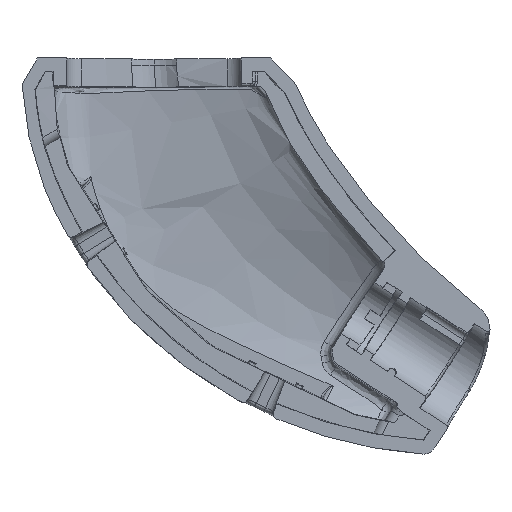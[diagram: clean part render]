
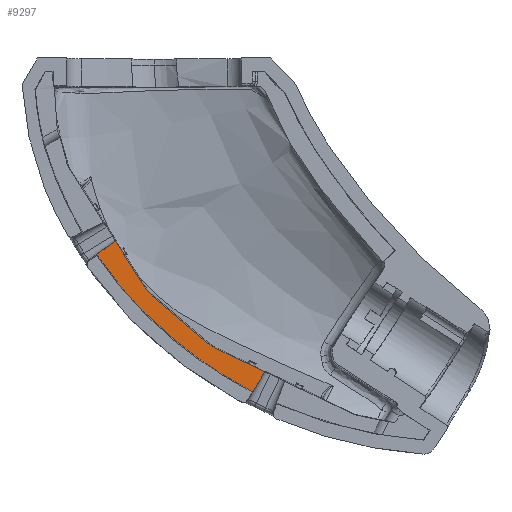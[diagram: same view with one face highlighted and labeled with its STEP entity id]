
A CAD part, left-side view. The second image highlights one B-rep face of the part: STEP entity #9297.
In plain terms, the highlighted planar face has unit normal (-1, 0, 0).
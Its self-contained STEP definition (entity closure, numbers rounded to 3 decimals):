
#22 = AXIS2_PLACEMENT_3D ( 'NONE', #14059, #6433, #12764 ) ;
#306 = DIRECTION ( 'NONE',  ( 0., -0.902, -0.431 ) ) ;
#1361 = VERTEX_POINT ( 'NONE', #4150 ) ;
#1898 = CARTESIAN_POINT ( 'NONE',  ( 0.75, 5.069, -5.929 ) ) ;
#2010 = CARTESIAN_POINT ( 'NONE',  ( 0.75, -2.693, -12.477 ) ) ;
#2548 = DIRECTION ( 'NONE',  ( 0., 0., -1. ) ) ;
#2650 = CARTESIAN_POINT ( 'NONE',  ( 0.75, -11.923, 1.31 ) ) ;
#3494 = CIRCLE ( 'NONE', #12060, 17.374 ) ;
#3615 = EDGE_CURVE ( 'NONE', #9554, #13295, #14098, .T. ) ;
#4150 = CARTESIAN_POINT ( 'NONE',  ( 0.75, -2.261, -12.196 ) ) ;
#4329 = LINE ( 'NONE', #10941, #17436 ) ;
#4366 = ORIENTED_EDGE ( 'NONE', *, *, #7453, .T. ) ;
#4378 = ORIENTED_EDGE ( 'NONE', *, *, #11140, .F. ) ;
#4490 = DIRECTION ( 'NONE',  ( 1., 0., 0. ) ) ;
#4687 = DIRECTION ( 'NONE',  ( 0., 0.508, -0.861 ) ) ;
#4704 = CARTESIAN_POINT ( 'NONE',  ( 0.75, -12.884, 2.467 ) ) ;
#4865 = ORIENTED_EDGE ( 'NONE', *, *, #12236, .F. ) ;
#5183 = FACE_OUTER_BOUND ( 'NONE', #10213, .T. ) ;
#5296 = VERTEX_POINT ( 'NONE', #10416 ) ;
#5834 = DIRECTION ( 'NONE',  ( 0., 0., -1. ) ) ;
#5872 = VERTEX_POINT ( 'NONE', #14577 ) ;
#6433 = DIRECTION ( 'NONE',  ( 1., 0., 0. ) ) ;
#6828 = CARTESIAN_POINT ( 'NONE',  ( 0.75, -4.242, -14.317 ) ) ;
#7267 = AXIS2_PLACEMENT_3D ( 'NONE', #16253, #19619, #8395 ) ;
#7453 = EDGE_CURVE ( 'NONE', #1361, #5296, #12083, .T. ) ;
#7688 = ORIENTED_EDGE ( 'NONE', *, *, #12334, .T. ) ;
#8106 = EDGE_CURVE ( 'NONE', #5872, #9554, #3494, .T. ) ;
#8341 = ORIENTED_EDGE ( 'NONE', *, *, #15504, .F. ) ;
#8395 = DIRECTION ( 'NONE',  ( 0., 0., -1. ) ) ;
#8486 = CARTESIAN_POINT ( 'NONE',  ( 0.75, -4.748, -13.459 ) ) ;
#8547 = VERTEX_POINT ( 'NONE', #16424 ) ;
#8551 = VERTEX_POINT ( 'NONE', #2010 ) ;
#9297 = ADVANCED_FACE ( 'NONE', ( #5183 ), #12387, .F. ) ;
#9554 = VERTEX_POINT ( 'NONE', #12458 ) ;
#9558 = ORIENTED_EDGE ( 'NONE', *, *, #13706, .T. ) ;
#9839 = ORIENTED_EDGE ( 'NONE', *, *, #3615, .F. ) ;
#9967 = VECTOR ( 'NONE', #11609, 1000. ) ;
#9986 = CIRCLE ( 'NONE', #22, 1.974 ) ;
#10213 = EDGE_LOOP ( 'NONE', ( #19956, #4378, #4865, #13136, #8341, #4366, #9558, #7688, #9839 ) ) ;
#10235 = VERTEX_POINT ( 'NONE', #8486 ) ;
#10416 = CARTESIAN_POINT ( 'NONE',  ( 0.75, 0.06, -10.212 ) ) ;
#10615 = LINE ( 'NONE', #16522, #14299 ) ;
#10876 = CARTESIAN_POINT ( 'NONE',  ( 0.75, -4.735, -13.482 ) ) ;
#10941 = CARTESIAN_POINT ( 'NONE',  ( 0.75, 4.73, -2.992 ) ) ;
#11140 = EDGE_CURVE ( 'NONE', #12047, #5872, #13099, .T. ) ;
#11353 = CARTESIAN_POINT ( 'NONE',  ( 0.75, 1.689, -7.86 ) ) ;
#11609 = DIRECTION ( 'NONE',  ( 0., 0.76, 0.65 ) ) ;
#11983 = CARTESIAN_POINT ( 'NONE',  ( 0.75, -3.544, -10.696 ) ) ;
#12047 = VERTEX_POINT ( 'NONE', #6828 ) ;
#12060 = AXIS2_PLACEMENT_3D ( 'NONE', #2650, #15294, #5834 ) ;
#12083 = LINE ( 'NONE', #1898, #9967 ) ;
#12236 = EDGE_CURVE ( 'NONE', #10235, #12047, #16151, .T. ) ;
#12334 = EDGE_CURVE ( 'NONE', #8547, #13295, #4329, .T. ) ;
#12387 = PLANE ( 'NONE',  #19762 ) ;
#12458 = CARTESIAN_POINT ( 'NONE',  ( 0.75, 2.461, -8.434 ) ) ;
#12535 = DIRECTION ( 'NONE',  ( 0., 0., -1. ) ) ;
#12644 = AXIS2_PLACEMENT_3D ( 'NONE', #11983, #13493, #2548 ) ;
#12764 = DIRECTION ( 'NONE',  ( 0., 0., -1. ) ) ;
#13099 = CIRCLE ( 'NONE', #7267, 18.878 ) ;
#13136 = ORIENTED_EDGE ( 'NONE', *, *, #17335, .F. ) ;
#13295 = VERTEX_POINT ( 'NONE', #20176 ) ;
#13493 = DIRECTION ( 'NONE',  ( -1., 0., 0. ) ) ;
#13706 = EDGE_CURVE ( 'NONE', #5296, #8547, #9986, .T. ) ;
#14059 = CARTESIAN_POINT ( 'NONE',  ( 0.75, -1.223, -8.711 ) ) ;
#14098 = LINE ( 'NONE', #11353, #18589 ) ;
#14299 = VECTOR ( 'NONE', #306, 1000. ) ;
#14577 = CARTESIAN_POINT ( 'NONE',  ( 0.75, -0.816, -12.049 ) ) ;
#15294 = DIRECTION ( 'NONE',  ( 1., 0., 0. ) ) ;
#15504 = EDGE_CURVE ( 'NONE', #1361, #8551, #17497, .T. ) ;
#15621 = VECTOR ( 'NONE', #4687, 1000. ) ;
#16151 = LINE ( 'NONE', #10876, #15621 ) ;
#16253 = CARTESIAN_POINT ( 'NONE',  ( 0.75, -12.884, 2.467 ) ) ;
#16424 = CARTESIAN_POINT ( 'NONE',  ( 0.75, 0.445, -9.767 ) ) ;
#16522 = CARTESIAN_POINT ( 'NONE',  ( 0.75, 4.354, -9.108 ) ) ;
#17335 = EDGE_CURVE ( 'NONE', #8551, #10235, #10615, .T. ) ;
#17436 = VECTOR ( 'NONE', #18948, 1000. ) ;
#17497 = CIRCLE ( 'NONE', #12644, 1.974 ) ;
#18589 = VECTOR ( 'NONE', #19423, 1000. ) ;
#18948 = DIRECTION ( 'NONE',  ( 0., 0.535, 0.845 ) ) ;
#19423 = DIRECTION ( 'NONE',  ( 0., -0.803, 0.596 ) ) ;
#19619 = DIRECTION ( 'NONE',  ( 1., 0., 0. ) ) ;
#19762 = AXIS2_PLACEMENT_3D ( 'NONE', #4704, #4490, #12535 ) ;
#19956 = ORIENTED_EDGE ( 'NONE', *, *, #8106, .F. ) ;
#20176 = CARTESIAN_POINT ( 'NONE',  ( 0.75, 1.663, -7.841 ) ) ;
